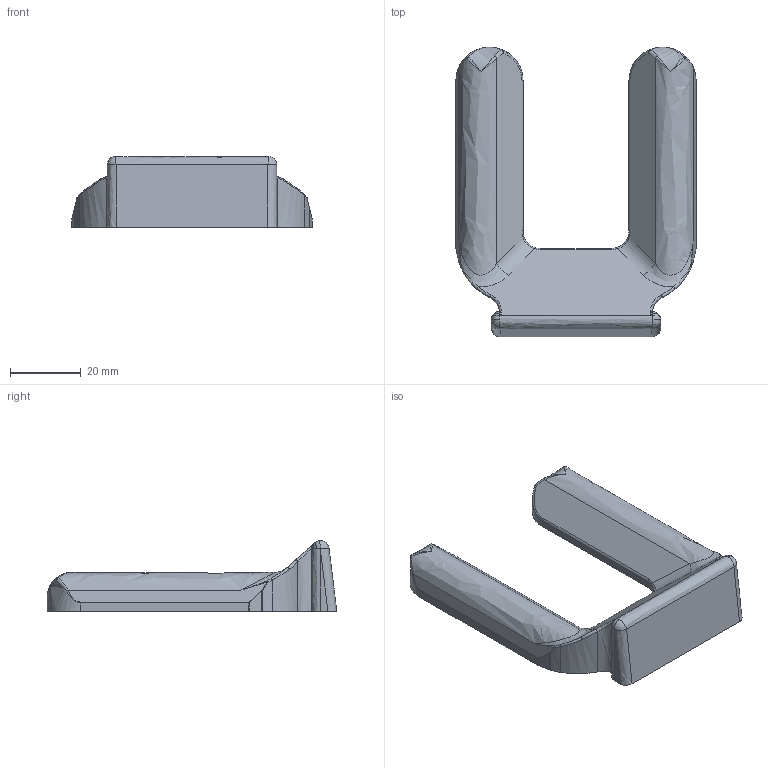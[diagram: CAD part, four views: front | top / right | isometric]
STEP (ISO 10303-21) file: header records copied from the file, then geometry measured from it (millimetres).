
FILE_DESCRIPTION((''),'2;1');
FILE_NAME('','2006-01-18T13:49:39',(''),(''),'','CADfix','');
FILE_SCHEMA(('AUTOMOTIVE_DESIGN'));
Length unit declared in the file: millimetre
Products named in the file (1): holder
Bounding box: 68 x 82 x 20 mm (x, y, z)
Volume: 27447.3 mm3; surface area: 15462.4 mm2
Topology: 1 solids, 1 shells, 408 faces, 1067 edges, 681 vertices
Faces by surface type: bspline 408
Entity records: 15681 total; most frequent: CARTESIAN_POINT 9369, ORIENTED_EDGE 2106, EDGE_CURVE 1053, VERTEX_POINT 681, QUASI_UNIFORM_CURVE 604, EDGE_LOOP 442, FACE_OUTER_BOUND 408, ADVANCED_FACE 408
